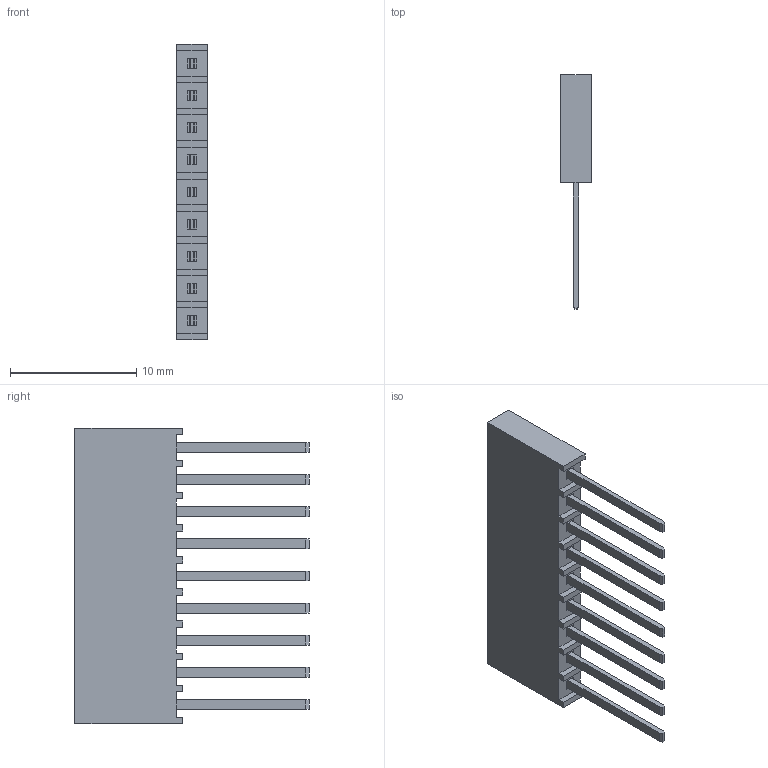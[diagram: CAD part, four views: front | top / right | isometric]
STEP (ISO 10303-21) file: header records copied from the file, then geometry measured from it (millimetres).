
FILE_DESCRIPTION (( 'STEP AP214' ), '1' );
FILE_NAME ('Samtec-SSW-109-03-T-S.STEP', '2016-01-14T08:14:23', ( '' ), ( '' ), 'SwSTEP 2.0', 'SolidWorks 2015', '' );
FILE_SCHEMA (( 'AUTOMOTIVE_DESIGN' ));
Length unit declared in the file: inch
Products named in the file (1): Samtec-SSW-109-03-T-S
Bounding box: 2.41 x 18.52 x 23.37 mm (x, y, z)
Volume: 442.6 mm3; surface area: 1001 mm2
Topology: 1 solids, 1 shells, 258 faces, 642 edges, 404 vertices
Faces by surface type: plane 258
Entity records: 9634 total; most frequent: CARTESIAN_POINT 1305, ORIENTED_EDGE 1284, DIRECTION 1160, VECTOR 642, EDGE_CURVE 642, LINE 642, VERTEX_POINT 404, EDGE_LOOP 276
